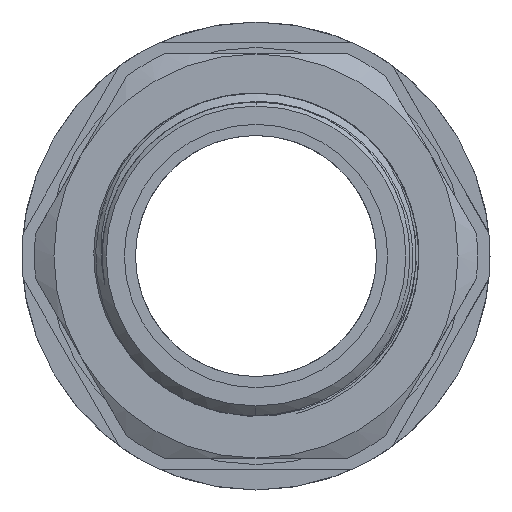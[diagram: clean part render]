
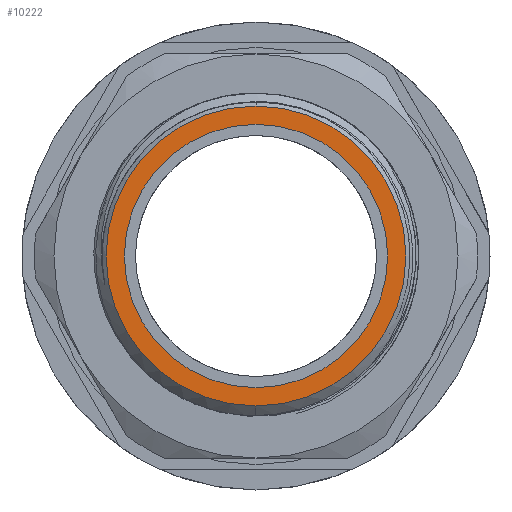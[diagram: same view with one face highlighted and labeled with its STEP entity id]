
A CAD part, front view. The second image highlights one B-rep face of the part: STEP entity #10222.
In plain terms, the highlighted planar face has unit normal (0, -1, 0).
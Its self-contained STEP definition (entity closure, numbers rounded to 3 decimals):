
#1755 = DIRECTION ( 'NONE',  ( 0., 0., -1. ) ) ;
#1908 = DIRECTION ( 'NONE',  ( 0., 0., -1. ) ) ;
#2061 = DIRECTION ( 'NONE',  ( 0., -1., 0. ) ) ;
#3260 = CARTESIAN_POINT ( 'NONE',  ( 0., 0., 10.1 ) ) ;
#4163 = CARTESIAN_POINT ( 'NONE',  ( 0., 0., 0. ) ) ;
#4600 = AXIS2_PLACEMENT_3D ( 'NONE', #29187, #23809, #1755 ) ;
#6835 = DIRECTION ( 'NONE',  ( 0., -1., 0. ) ) ;
#7169 = CARTESIAN_POINT ( 'NONE',  ( 0., 0., -11.5 ) ) ;
#7342 = EDGE_CURVE ( 'NONE', #22830, #23734, #24555, .T. ) ;
#10222 = ADVANCED_FACE ( 'NONE', ( #10710, #33339 ), #30061, .T. ) ;
#10710 = FACE_BOUND ( 'NONE', #27603, .T. ) ;
#14364 = CIRCLE ( 'NONE', #32568, 10.1 ) ;
#15735 = VERTEX_POINT ( 'NONE', #30363 ) ;
#16085 = CARTESIAN_POINT ( 'NONE',  ( 11.5, 0., 0. ) ) ;
#21101 = DIRECTION ( 'NONE',  ( 0., 0., -1. ) ) ;
#21482 = CIRCLE ( 'NONE', #35043, 11.5 ) ;
#22027 = AXIS2_PLACEMENT_3D ( 'NONE', #34823, #6835, #29300 ) ;
#22830 = VERTEX_POINT ( 'NONE', #3260 ) ;
#23105 = EDGE_CURVE ( 'NONE', #15735, #30200, #32659, .T. ) ;
#23259 = AXIS2_PLACEMENT_3D ( 'NONE', #16085, #2061, #32995 ) ;
#23734 = VERTEX_POINT ( 'NONE', #35098 ) ;
#23779 = EDGE_CURVE ( 'NONE', #30200, #15735, #21482, .T. ) ;
#23809 = DIRECTION ( 'NONE',  ( 0., -1., 0. ) ) ;
#24510 = DIRECTION ( 'NONE',  ( 0., -1., 0. ) ) ;
#24555 = CIRCLE ( 'NONE', #4600, 10.1 ) ;
#24881 = CARTESIAN_POINT ( 'NONE',  ( 0., 0., 0. ) ) ;
#27353 = ORIENTED_EDGE ( 'NONE', *, *, #7342, .F. ) ;
#27603 = EDGE_LOOP ( 'NONE', ( #34201, #27353 ) ) ;
#29187 = CARTESIAN_POINT ( 'NONE',  ( 0., 0., 0. ) ) ;
#29300 = DIRECTION ( 'NONE',  ( 0., 0., -1. ) ) ;
#30061 = PLANE ( 'NONE',  #23259 ) ;
#30200 = VERTEX_POINT ( 'NONE', #7169 ) ;
#30363 = CARTESIAN_POINT ( 'NONE',  ( 0., 0., 11.5 ) ) ;
#32568 = AXIS2_PLACEMENT_3D ( 'NONE', #24881, #24510, #1908 ) ;
#32659 = CIRCLE ( 'NONE', #22027, 11.5 ) ;
#32710 = DIRECTION ( 'NONE',  ( 0., -1., 0. ) ) ;
#32995 = DIRECTION ( 'NONE',  ( 0., 0., -1. ) ) ;
#33264 = EDGE_CURVE ( 'NONE', #23734, #22830, #14364, .T. ) ;
#33339 = FACE_OUTER_BOUND ( 'NONE', #34662, .T. ) ;
#33551 = ORIENTED_EDGE ( 'NONE', *, *, #23779, .T. ) ;
#34201 = ORIENTED_EDGE ( 'NONE', *, *, #33264, .F. ) ;
#34662 = EDGE_LOOP ( 'NONE', ( #33551, #36379 ) ) ;
#34823 = CARTESIAN_POINT ( 'NONE',  ( 0., 0., 0. ) ) ;
#35043 = AXIS2_PLACEMENT_3D ( 'NONE', #4163, #32710, #21101 ) ;
#35098 = CARTESIAN_POINT ( 'NONE',  ( 0., 0., -10.1 ) ) ;
#36379 = ORIENTED_EDGE ( 'NONE', *, *, #23105, .T. ) ;
